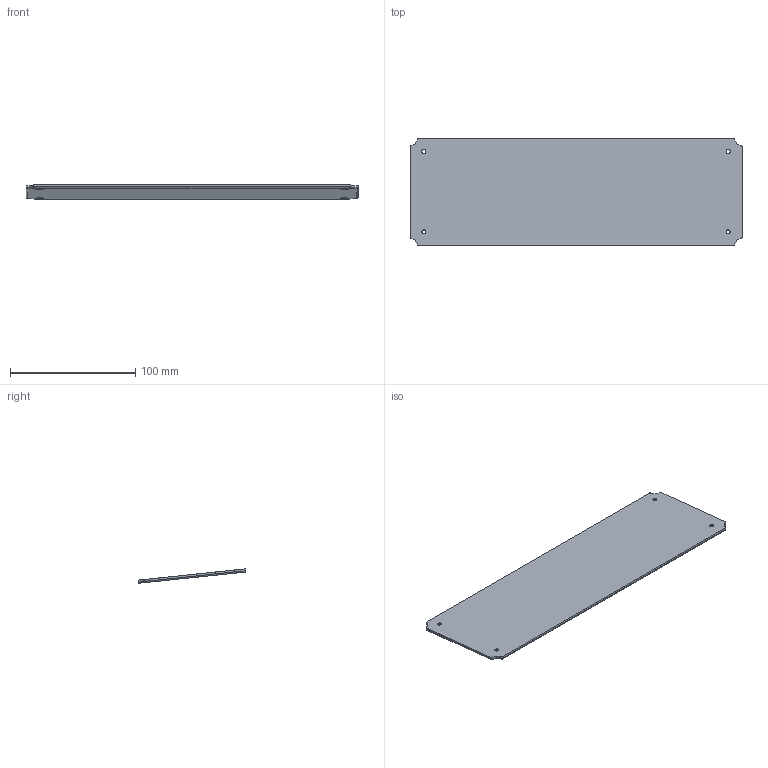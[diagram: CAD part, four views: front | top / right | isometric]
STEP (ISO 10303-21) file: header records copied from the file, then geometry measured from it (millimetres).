
FILE_DESCRIPTION(/* description */ (''),/* implementation_level */ '2;1');
FILE_NAME(/* name */ 'backplate with nothing.step',/* time_stamp */ '2023-10-03T19:36:52+07:00',/* author */ (''),/* organization */ (''),/* preprocessor_version */ 'ST-DEVELOPER v20',/* originating_system */ 'Autodesk Translation Framework v12.14.0.127',/* authorisation */ '');
FILE_SCHEMA (('AUTOMOTIVE_DESIGN { 1 0 10303 214 3 1 1 }'));
Length unit declared in the file: millimetre
Products named in the file (1): bakeneko-65-case
Bounding box: 264.75 x 85.92 x 11.4 mm (x, y, z)
Volume: 56504.8 mm3; surface area: 46884.2 mm2
Topology: 1 solids, 1 shells, 42 faces, 100 edges, 52 vertices
Faces by surface type: cylinder 20, bspline 8, plane 6, cone 4, torus 4
Full cylindrical faces by diameter (mm): 3.2 x4
Entity records: 1583 total; most frequent: CARTESIAN_POINT 631, DIRECTION 186, ORIENTED_EDGE 184, EDGE_CURVE 92, AXIS2_PLACEMENT_3D 75, VERTEX_POINT 52, EDGE_LOOP 50, FACE_OUTER_BOUND 42
